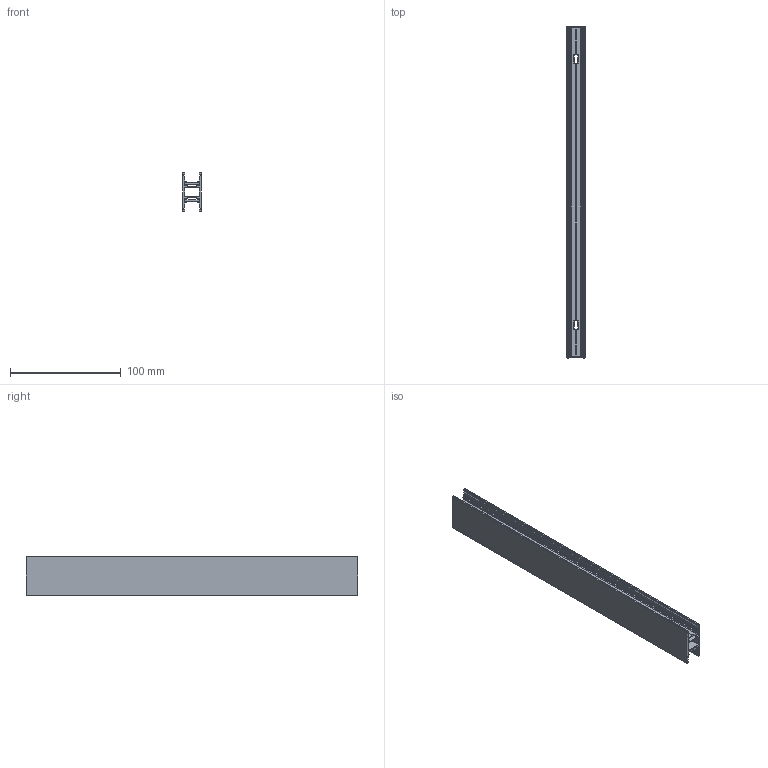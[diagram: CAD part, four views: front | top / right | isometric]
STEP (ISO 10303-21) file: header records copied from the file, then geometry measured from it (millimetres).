
FILE_DESCRIPTION(/* description */ ('This is a sample STEP configuration'),/* implementation_level */ '2;1');
FILE_NAME(/* name */ '708-007010xxxxxx Stromschiene.ipt_Rev_00.stp',/* time_stamp */ '2022-12-22T09:28:43+01:00',/* author */ ('powerJobs'),/* organization */ ('coolOrange'),/* preprocessor_version */ 'ST-DEVELOPER v18.1',/* originating_system */ 'Autodesk Inventor 2020',/* authorisation */ '');
FILE_SCHEMA (('AUTOMOTIVE_DESIGN { 1 0 10303 214 3 1 1 }'));
Length unit declared in the file: millimetre
Products named in the file (1): ENG000027490
Bounding box: 16.5 x 300 x 35 mm (x, y, z)
Volume: 55670.8 mm3; surface area: 80767.4 mm2
Topology: 3 solids, 3 shells, 234 faces, 696 edges, 464 vertices
Faces by surface type: plane 142, cylinder 92
Entity records: 8198 total; most frequent: CARTESIAN_POINT 1395, ORIENTED_EDGE 1392, DIRECTION 1350, EDGE_CURVE 696, LINE 512, VECTOR 512, VERTEX_POINT 464, AXIS2_PLACEMENT_3D 419
